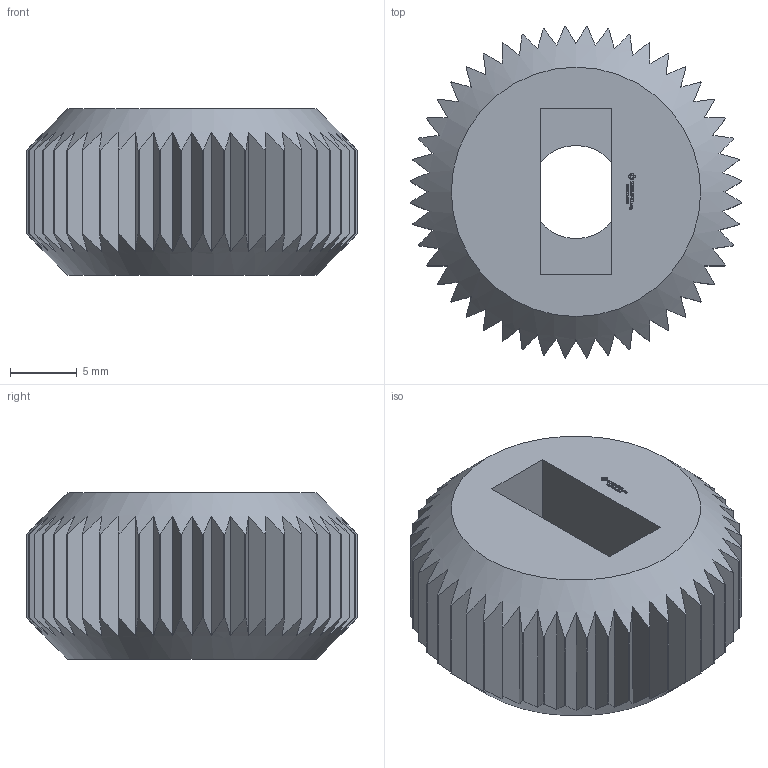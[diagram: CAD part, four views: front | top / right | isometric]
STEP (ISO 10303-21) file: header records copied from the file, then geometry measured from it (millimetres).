
FILE_DESCRIPTION(('FreeCAD Model'),'2;1');
FILE_NAME('Open CASCADE Shape Model','2024-01-03T15:00:53',(''),(''), 'Open CASCADE STEP processor 7.6','FreeCAD','Unknown');
FILE_SCHEMA(('AUTOMOTIVE_DESIGN { 1 0 10303 214 1 1 1 1 }'));
Length unit declared in the file: millimetre
Products named in the file (1): Knob KNR BVD SCR ISR BU01.00x02.00 - SPN-KNB-0003 (stemfie.org)
Bounding box: 24.95 x 24.95 x 12.5 mm (x, y, z)
Volume: 4322.8 mm3; surface area: 2510.9 mm2
Topology: 1 solids, 1 shells, 655 faces, 1854 edges, 1234 vertices
Faces by surface type: plane 415, extrusion 186, cylinder 50, cone 4
Entity records: 46154 total; most frequent: CARTESIAN_POINT 10304, DIRECTION 6046, VECTOR 4306, LINE 4120, ORIENTED_EDGE 3708, PCURVE 3708, DEFINITIONAL_REPRESENTATION 3708, EDGE_CURVE 1854
